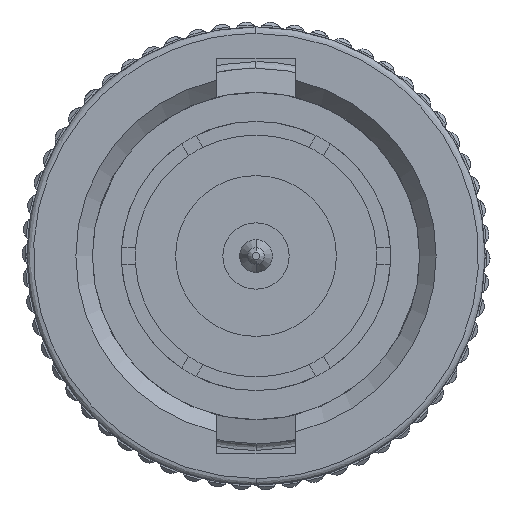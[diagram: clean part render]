
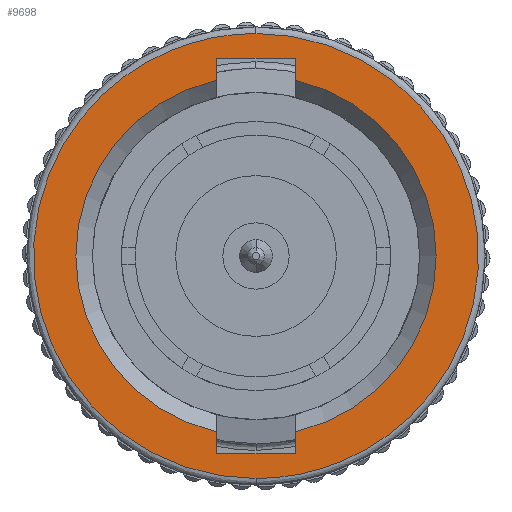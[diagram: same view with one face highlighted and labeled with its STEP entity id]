
A CAD part, front view. The second image highlights one B-rep face of the part: STEP entity #9698.
In plain terms, the highlighted planar face has unit normal (0, -1, 0).
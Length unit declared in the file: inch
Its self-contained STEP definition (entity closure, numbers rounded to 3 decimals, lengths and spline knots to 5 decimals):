
#259 = AXIS2_PLACEMENT_3D ( 'NONE', #10619, #10627, #10628 ) ;
#1610 = EDGE_LOOP ( 'NONE', ( #2683, #2976, #2972, #3006, #2672, #2535, #2914, #2966 ) ) ;
#1612 = EDGE_LOOP ( 'NONE', ( #2844, #2660 ) ) ;
#1781 = VERTEX_POINT ( 'NONE', #15420 ) ;
#1785 = VERTEX_POINT ( 'NONE', #15416 ) ;
#1789 = VERTEX_POINT ( 'NONE', #15412 ) ;
#1794 = VERTEX_POINT ( 'NONE', #15407 ) ;
#1796 = VERTEX_POINT ( 'NONE', #15405 ) ;
#1804 = VERTEX_POINT ( 'NONE', #15398 ) ;
#1858 = VERTEX_POINT ( 'NONE', #15336 ) ;
#1868 = VERTEX_POINT ( 'NONE', #15317 ) ;
#1958 = VERTEX_POINT ( 'NONE', #15464 ) ;
#1959 = VERTEX_POINT ( 'NONE', #15465 ) ;
#2535 = ORIENTED_EDGE ( 'NONE', *, *, #14195, .T. ) ;
#2660 = ORIENTED_EDGE ( 'NONE', *, *, #13872, .F. ) ;
#2672 = ORIENTED_EDGE ( 'NONE', *, *, #14192, .T. ) ;
#2683 = ORIENTED_EDGE ( 'NONE', *, *, #14225, .F. ) ;
#2844 = ORIENTED_EDGE ( 'NONE', *, *, #14230, .F. ) ;
#2914 = ORIENTED_EDGE ( 'NONE', *, *, #14206, .T. ) ;
#2966 = ORIENTED_EDGE ( 'NONE', *, *, #14228, .F. ) ;
#2972 = ORIENTED_EDGE ( 'NONE', *, *, #14188, .T. ) ;
#2976 = ORIENTED_EDGE ( 'NONE', *, *, #14184, .F. ) ;
#3006 = ORIENTED_EDGE ( 'NONE', *, *, #14196, .T. ) ;
#3491 = CARTESIAN_POINT ( 'NONE',  ( -0.04685, 0., 0. ) ) ;
#3495 = CARTESIAN_POINT ( 'NONE',  ( 0., 0., 0.26457 ) ) ;
#3499 = DIRECTION ( 'NONE',  ( 0., 0., -1. ) ) ;
#3504 = CARTESIAN_POINT ( 'NONE',  ( 0.52913, 0., 0.26457 ) ) ;
#3505 = CARTESIAN_POINT ( 'NONE',  ( 0.52913, 0., -0.26457 ) ) ;
#3506 = CARTESIAN_POINT ( 'NONE',  ( 0., 0., -0.26457 ) ) ;
#4472 =( BOUNDED_CURVE ( )  B_SPLINE_CURVE ( 3, ( #12726, #12732, #12733, #12734 ),
 .UNSPECIFIED., .F., .T. ) 
 B_SPLINE_CURVE_WITH_KNOTS ( ( 4, 4 ),
 ( 0., 1. ),
 .UNSPECIFIED. ) 
 CURVE ( )  GEOMETRIC_REPRESENTATION_ITEM ( )  RATIONAL_B_SPLINE_CURVE ( ( 1., 0.333, 0.333, 1. ) ) 
 REPRESENTATION_ITEM ( '' )  );
#6171 = LINE ( 'NONE', #6172, #8124 ) ;
#6172 = CARTESIAN_POINT ( 'NONE',  ( -0.04685, 0., 0. ) ) ;
#6173 = DIRECTION ( 'NONE',  ( 0., 0., -1. ) ) ;
#6175 = LINE ( 'NONE', #6183, #8121 ) ;
#6183 = CARTESIAN_POINT ( 'NONE',  ( 0.04685, 0., 0.23522 ) ) ;
#6184 = DIRECTION ( 'NONE',  ( 1., 0., 0. ) ) ;
#6198 = CARTESIAN_POINT ( 'NONE',  ( 0., 0., 0. ) ) ;
#6199 = DIRECTION ( 'NONE',  ( 0., 1., 0. ) ) ;
#6200 = DIRECTION ( 'NONE',  ( 0., 0., -1. ) ) ;
#6207 = LINE ( 'NONE', #6208, #8114 ) ;
#6208 = CARTESIAN_POINT ( 'NONE',  ( 0.04685, 0., -0.23522 ) ) ;
#6209 = DIRECTION ( 'NONE',  ( 0., 0., -1. ) ) ;
#6210 = LINE ( 'NONE', #6211, #8120 ) ;
#6211 = CARTESIAN_POINT ( 'NONE',  ( 0.04685, 0., 0.18876 ) ) ;
#6212 = DIRECTION ( 'NONE',  ( 0., 0., -1. ) ) ;
#6243 = LINE ( 'NONE', #6244, #8106 ) ;
#6244 = CARTESIAN_POINT ( 'NONE',  ( -0.04685, 0., -0.23522 ) ) ;
#6245 = DIRECTION ( 'NONE',  ( -1., 0., 0. ) ) ;
#6285 = LINE ( 'NONE', #3491, #8094 ) ;
#6293 = CARTESIAN_POINT ( 'NONE',  ( 0., 0., 0. ) ) ;
#6294 = DIRECTION ( 'NONE',  ( 0., -1., 0. ) ) ;
#8094 = VECTOR ( 'NONE', #3499, 39.37008 ) ;
#8096 = AXIS2_PLACEMENT_3D ( 'NONE', #6293, #6294, #13337 ) ;
#8097 = CIRCLE ( 'NONE', #8096, 0.21417 ) ;
#8106 = VECTOR ( 'NONE', #6245, 39.37008 ) ;
#8114 = VECTOR ( 'NONE', #6209, 39.37008 ) ;
#8116 = AXIS2_PLACEMENT_3D ( 'NONE', #6198, #6199, #6200 ) ;
#8118 = CIRCLE ( 'NONE', #8116, 0.21417 ) ;
#8120 = VECTOR ( 'NONE', #6212, 39.37008 ) ;
#8121 = VECTOR ( 'NONE', #6184, 39.37008 ) ;
#8124 = VECTOR ( 'NONE', #6173, 39.37008 ) ;
#9698 = ADVANCED_FACE ( 'NONE', ( #10624, #10620 ), #10625, .F. ) ;
#10619 = CARTESIAN_POINT ( 'NONE',  ( 0., 0., 0. ) ) ;
#10620 = FACE_OUTER_BOUND ( 'NONE', #1612, .T. ) ;
#10624 = FACE_BOUND ( 'NONE', #1610, .T. ) ;
#10625 = PLANE ( 'NONE',  #259 ) ;
#10627 = DIRECTION ( 'NONE',  ( 0., 1., 0. ) ) ;
#10628 = DIRECTION ( 'NONE',  ( 0., 0., 1. ) ) ;
#12726 = CARTESIAN_POINT ( 'NONE',  ( 0., 0., -0.26457 ) ) ;
#12732 = CARTESIAN_POINT ( 'NONE',  ( -0.52913, 0., -0.26457 ) ) ;
#12733 = CARTESIAN_POINT ( 'NONE',  ( -0.52913, 0., 0.26457 ) ) ;
#12734 = CARTESIAN_POINT ( 'NONE',  ( 0., 0., 0.26457 ) ) ;
#13337 = DIRECTION ( 'NONE',  ( 0., 0., -1. ) ) ;
#13677 =( BOUNDED_CURVE ( )  B_SPLINE_CURVE ( 3, ( #3495, #3504, #3505, #3506 ),
 .UNSPECIFIED., .F., .T. ) 
 B_SPLINE_CURVE_WITH_KNOTS ( ( 4, 4 ),
 ( 0., 1. ),
 .UNSPECIFIED. ) 
 CURVE ( )  GEOMETRIC_REPRESENTATION_ITEM ( )  RATIONAL_B_SPLINE_CURVE ( ( 1., 0.333, 0.333, 1. ) ) 
 REPRESENTATION_ITEM ( '' )  );
#13872 = EDGE_CURVE ( 'NONE', #1959, #1958, #4472, .T. ) ;
#14184 = EDGE_CURVE ( 'NONE', #1785, #1796, #6171, .T. ) ;
#14188 = EDGE_CURVE ( 'NONE', #1785, #1858, #6175, .T. ) ;
#14192 = EDGE_CURVE ( 'NONE', #1781, #1789, #8118, .T. ) ;
#14195 = EDGE_CURVE ( 'NONE', #1789, #1804, #6207, .T. ) ;
#14196 = EDGE_CURVE ( 'NONE', #1858, #1781, #6210, .T. ) ;
#14206 = EDGE_CURVE ( 'NONE', #1804, #1794, #6243, .T. ) ;
#14225 = EDGE_CURVE ( 'NONE', #1796, #1868, #8097, .T. ) ;
#14228 = EDGE_CURVE ( 'NONE', #1868, #1794, #6285, .T. ) ;
#14230 = EDGE_CURVE ( 'NONE', #1958, #1959, #13677, .T. ) ;
#15317 = CARTESIAN_POINT ( 'NONE',  ( -0.04685, 0., -0.20899 ) ) ;
#15336 = CARTESIAN_POINT ( 'NONE',  ( 0.04685, 0., 0.23522 ) ) ;
#15398 = CARTESIAN_POINT ( 'NONE',  ( 0.04685, 0., -0.23522 ) ) ;
#15405 = CARTESIAN_POINT ( 'NONE',  ( -0.04685, 0., 0.20899 ) ) ;
#15407 = CARTESIAN_POINT ( 'NONE',  ( -0.04685, 0., -0.23522 ) ) ;
#15412 = CARTESIAN_POINT ( 'NONE',  ( 0.04685, 0., -0.20899 ) ) ;
#15416 = CARTESIAN_POINT ( 'NONE',  ( -0.04685, 0., 0.23522 ) ) ;
#15420 = CARTESIAN_POINT ( 'NONE',  ( 0.04685, 0., 0.20899 ) ) ;
#15464 = CARTESIAN_POINT ( 'NONE',  ( 0., 0., 0.26457 ) ) ;
#15465 = CARTESIAN_POINT ( 'NONE',  ( 0., 0., -0.26457 ) ) ;
